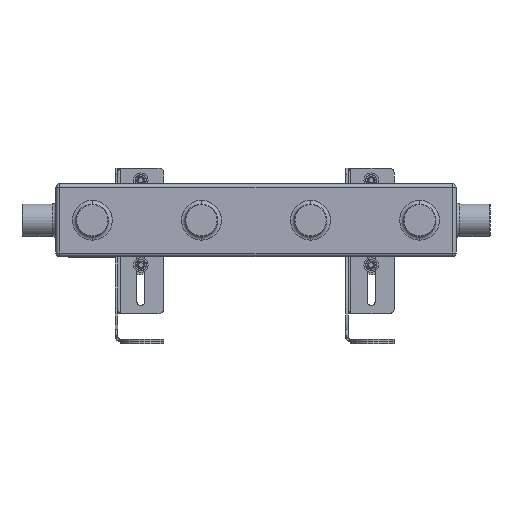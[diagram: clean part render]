
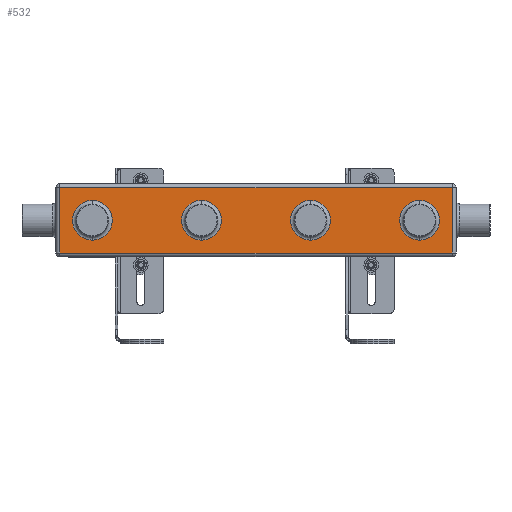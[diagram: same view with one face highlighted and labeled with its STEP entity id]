
A CAD part, front view. The second image highlights one B-rep face of the part: STEP entity #532.
In plain terms, the highlighted planar face has unit normal (0, -1, 0).
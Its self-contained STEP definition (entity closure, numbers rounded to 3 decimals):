
#175 = EDGE_CURVE ( 'NONE', #18839, #8928, #20512, .T. ) ;
#222 = EDGE_CURVE ( 'NONE', #2794, #5613, #8358, .T. ) ;
#532 = ADVANCED_FACE ( 'NONE', ( #17675, #22615, #3631, #26915, #20843 ), #1258, .T. ) ;
#761 = DIRECTION ( 'NONE',  ( 0., 1., 0. ) ) ;
#850 = EDGE_LOOP ( 'NONE', ( #9131, #11734 ) ) ;
#969 = LINE ( 'NONE', #9823, #19643 ) ;
#1258 = PLANE ( 'NONE',  #6376 ) ;
#1295 = AXIS2_PLACEMENT_3D ( 'NONE', #25135, #11495, #25233 ) ;
#1362 = CARTESIAN_POINT ( 'NONE',  ( -165., -65., -30. ) ) ;
#1586 = CARTESIAN_POINT ( 'NONE',  ( 135., -65., -16.4 ) ) ;
#2794 = VERTEX_POINT ( 'NONE', #13550 ) ;
#3007 = ORIENTED_EDGE ( 'NONE', *, *, #20831, .T. ) ;
#3388 = CIRCLE ( 'NONE', #14773, 16.4 ) ;
#3610 = CARTESIAN_POINT ( 'NONE',  ( 45., -65., -16.4 ) ) ;
#3631 = FACE_BOUND ( 'NONE', #29556, .T. ) ;
#3858 = EDGE_CURVE ( 'NONE', #7020, #15925, #28195, .T. ) ;
#4795 = DIRECTION ( 'NONE',  ( 0., 0., 1. ) ) ;
#5053 = EDGE_CURVE ( 'NONE', #28133, #8750, #13162, .T. ) ;
#5100 = CARTESIAN_POINT ( 'NONE',  ( 135., -65., 16.4 ) ) ;
#5328 = AXIS2_PLACEMENT_3D ( 'NONE', #21484, #10089, #28353 ) ;
#5613 = VERTEX_POINT ( 'NONE', #13598 ) ;
#5625 = ORIENTED_EDGE ( 'NONE', *, *, #13418, .T. ) ;
#5635 = CARTESIAN_POINT ( 'NONE',  ( -135., -65., 0. ) ) ;
#5721 = DIRECTION ( 'NONE',  ( 1., 0., 0. ) ) ;
#5729 = VERTEX_POINT ( 'NONE', #20778 ) ;
#6073 = DIRECTION ( 'NONE',  ( -1., 0., 0. ) ) ;
#6266 = CIRCLE ( 'NONE', #12288, 16.4 ) ;
#6307 = CARTESIAN_POINT ( 'NONE',  ( -135., -65., -16.4 ) ) ;
#6376 = AXIS2_PLACEMENT_3D ( 'NONE', #1362, #15088, #21932 ) ;
#6453 = DIRECTION ( 'NONE',  ( 0., 0., -1. ) ) ;
#6504 = CARTESIAN_POINT ( 'NONE',  ( -135., -65., 16.4 ) ) ;
#6581 = ORIENTED_EDGE ( 'NONE', *, *, #222, .T. ) ;
#6769 = EDGE_CURVE ( 'NONE', #8928, #18839, #17020, .T. ) ;
#7020 = VERTEX_POINT ( 'NONE', #24335 ) ;
#7283 = VECTOR ( 'NONE', #5721, 1000. ) ;
#8358 = LINE ( 'NONE', #21649, #7283 ) ;
#8509 = LINE ( 'NONE', #8546, #18531 ) ;
#8512 = ORIENTED_EDGE ( 'NONE', *, *, #10591, .T. ) ;
#8546 = CARTESIAN_POINT ( 'NONE',  ( -162., -65., -30. ) ) ;
#8644 = CIRCLE ( 'NONE', #5328, 16.4 ) ;
#8750 = VERTEX_POINT ( 'NONE', #3610 ) ;
#8928 = VERTEX_POINT ( 'NONE', #6307 ) ;
#9131 = ORIENTED_EDGE ( 'NONE', *, *, #6769, .T. ) ;
#9764 = CARTESIAN_POINT ( 'NONE',  ( -45., -65., -16.4 ) ) ;
#9823 = CARTESIAN_POINT ( 'NONE',  ( 162., -65., -30. ) ) ;
#9977 = DIRECTION ( 'NONE',  ( 0., 0., -1. ) ) ;
#10089 = DIRECTION ( 'NONE',  ( 0., 1., 0. ) ) ;
#10362 = CARTESIAN_POINT ( 'NONE',  ( -135., -65., 0. ) ) ;
#10591 = EDGE_CURVE ( 'NONE', #15925, #2794, #8509, .T. ) ;
#10675 = ORIENTED_EDGE ( 'NONE', *, *, #29116, .T. ) ;
#11010 = CARTESIAN_POINT ( 'NONE',  ( -165., -65., 27. ) ) ;
#11198 = AXIS2_PLACEMENT_3D ( 'NONE', #19406, #761, #21679 ) ;
#11495 = DIRECTION ( 'NONE',  ( 0., 1., 0. ) ) ;
#11654 = DIRECTION ( 'NONE',  ( 0., 1., 0. ) ) ;
#11734 = ORIENTED_EDGE ( 'NONE', *, *, #175, .T. ) ;
#11951 = ORIENTED_EDGE ( 'NONE', *, *, #5053, .T. ) ;
#12288 = AXIS2_PLACEMENT_3D ( 'NONE', #18388, #11654, #27620 ) ;
#12965 = VERTEX_POINT ( 'NONE', #9764 ) ;
#13162 = CIRCLE ( 'NONE', #1295, 16.4 ) ;
#13418 = EDGE_CURVE ( 'NONE', #12965, #5729, #19120, .T. ) ;
#13550 = CARTESIAN_POINT ( 'NONE',  ( -162., -65., -27. ) ) ;
#13598 = CARTESIAN_POINT ( 'NONE',  ( 162., -65., -27. ) ) ;
#13974 = ORIENTED_EDGE ( 'NONE', *, *, #14951, .T. ) ;
#14348 = AXIS2_PLACEMENT_3D ( 'NONE', #5635, #19201, #9977 ) ;
#14773 = AXIS2_PLACEMENT_3D ( 'NONE', #17907, #20175, #6453 ) ;
#14852 = DIRECTION ( 'NONE',  ( 0., 1., 0. ) ) ;
#14951 = EDGE_CURVE ( 'NONE', #18690, #28098, #16171, .T. ) ;
#15088 = DIRECTION ( 'NONE',  ( 0., -1., 0. ) ) ;
#15925 = VERTEX_POINT ( 'NONE', #23769 ) ;
#16171 = CIRCLE ( 'NONE', #16963, 16.4 ) ;
#16963 = AXIS2_PLACEMENT_3D ( 'NONE', #23061, #27747, #23554 ) ;
#17020 = CIRCLE ( 'NONE', #14348, 16.4 ) ;
#17561 = EDGE_LOOP ( 'NONE', ( #13974, #3007 ) ) ;
#17611 = EDGE_LOOP ( 'NONE', ( #5625, #21563 ) ) ;
#17649 = ORIENTED_EDGE ( 'NONE', *, *, #26374, .T. ) ;
#17675 = FACE_BOUND ( 'NONE', #850, .T. ) ;
#17907 = CARTESIAN_POINT ( 'NONE',  ( -45., -65., 0. ) ) ;
#18388 = CARTESIAN_POINT ( 'NONE',  ( 135., -65., 0. ) ) ;
#18531 = VECTOR ( 'NONE', #22116, 1000. ) ;
#18690 = VERTEX_POINT ( 'NONE', #1586 ) ;
#18839 = VERTEX_POINT ( 'NONE', #6504 ) ;
#19120 = CIRCLE ( 'NONE', #11198, 16.4 ) ;
#19201 = DIRECTION ( 'NONE',  ( 0., 1., 0. ) ) ;
#19406 = CARTESIAN_POINT ( 'NONE',  ( -45., -65., 0. ) ) ;
#19643 = VECTOR ( 'NONE', #4795, 1000. ) ;
#19668 = DIRECTION ( 'NONE',  ( 0., 0., -1. ) ) ;
#20175 = DIRECTION ( 'NONE',  ( 0., 1., 0. ) ) ;
#20512 = CIRCLE ( 'NONE', #21329, 16.4 ) ;
#20778 = CARTESIAN_POINT ( 'NONE',  ( -45., -65., 16.4 ) ) ;
#20786 = EDGE_CURVE ( 'NONE', #5729, #12965, #3388, .T. ) ;
#20831 = EDGE_CURVE ( 'NONE', #28098, #18690, #6266, .T. ) ;
#20843 = FACE_OUTER_BOUND ( 'NONE', #28029, .T. ) ;
#20926 = CARTESIAN_POINT ( 'NONE',  ( 45., -65., 16.4 ) ) ;
#21329 = AXIS2_PLACEMENT_3D ( 'NONE', #10362, #14852, #19668 ) ;
#21484 = CARTESIAN_POINT ( 'NONE',  ( 45., -65., 0. ) ) ;
#21563 = ORIENTED_EDGE ( 'NONE', *, *, #20786, .T. ) ;
#21649 = CARTESIAN_POINT ( 'NONE',  ( -165., -65., -27. ) ) ;
#21679 = DIRECTION ( 'NONE',  ( 0., 0., -1. ) ) ;
#21932 = DIRECTION ( 'NONE',  ( 0., 0., -1. ) ) ;
#22116 = DIRECTION ( 'NONE',  ( 0., 0., -1. ) ) ;
#22615 = FACE_BOUND ( 'NONE', #17611, .T. ) ;
#23061 = CARTESIAN_POINT ( 'NONE',  ( 135., -65., 0. ) ) ;
#23554 = DIRECTION ( 'NONE',  ( 0., 0., -1. ) ) ;
#23769 = CARTESIAN_POINT ( 'NONE',  ( -162., -65., 27. ) ) ;
#24335 = CARTESIAN_POINT ( 'NONE',  ( 162., -65., 27. ) ) ;
#25135 = CARTESIAN_POINT ( 'NONE',  ( 45., -65., 0. ) ) ;
#25233 = DIRECTION ( 'NONE',  ( 0., 0., -1. ) ) ;
#25701 = VECTOR ( 'NONE', #6073, 1000. ) ;
#26374 = EDGE_CURVE ( 'NONE', #8750, #28133, #8644, .T. ) ;
#26915 = FACE_BOUND ( 'NONE', #17561, .T. ) ;
#26980 = ORIENTED_EDGE ( 'NONE', *, *, #3858, .T. ) ;
#27620 = DIRECTION ( 'NONE',  ( 0., 0., -1. ) ) ;
#27747 = DIRECTION ( 'NONE',  ( 0., 1., 0. ) ) ;
#28029 = EDGE_LOOP ( 'NONE', ( #8512, #6581, #10675, #26980 ) ) ;
#28098 = VERTEX_POINT ( 'NONE', #5100 ) ;
#28133 = VERTEX_POINT ( 'NONE', #20926 ) ;
#28195 = LINE ( 'NONE', #11010, #25701 ) ;
#28353 = DIRECTION ( 'NONE',  ( 0., 0., -1. ) ) ;
#29116 = EDGE_CURVE ( 'NONE', #5613, #7020, #969, .T. ) ;
#29556 = EDGE_LOOP ( 'NONE', ( #17649, #11951 ) ) ;
